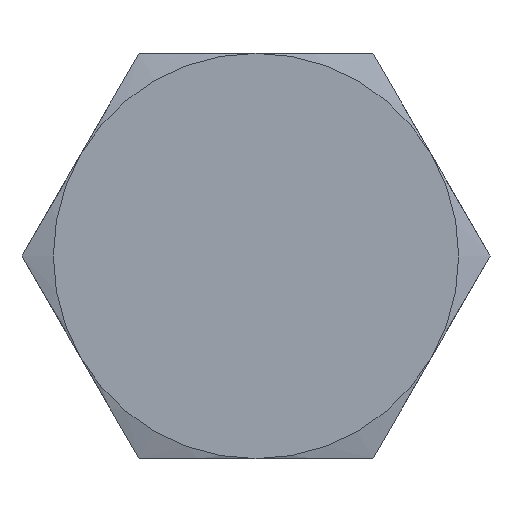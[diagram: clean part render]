
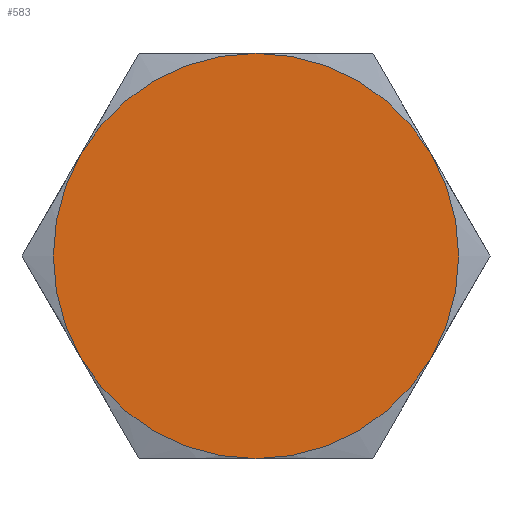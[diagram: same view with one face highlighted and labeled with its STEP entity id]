
A CAD part, left-side view. The second image highlights one B-rep face of the part: STEP entity #583.
In plain terms, the highlighted planar face has unit normal (-1, 0, 0).
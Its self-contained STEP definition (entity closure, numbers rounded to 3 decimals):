
#72=PLANE('',#665);
#204=ORIENTED_EDGE('',*,*,#287,.F.);
#205=ORIENTED_EDGE('',*,*,#286,.F.);
#206=ORIENTED_EDGE('',*,*,#285,.F.);
#207=ORIENTED_EDGE('',*,*,#284,.F.);
#208=ORIENTED_EDGE('',*,*,#288,.F.);
#209=ORIENTED_EDGE('',*,*,#283,.F.);
#283=EDGE_CURVE('',#334,#332,#364,.T.);
#284=EDGE_CURVE('',#341,#340,#365,.T.);
#285=EDGE_CURVE('',#340,#338,#366,.T.);
#286=EDGE_CURVE('',#338,#336,#367,.T.);
#287=EDGE_CURVE('',#336,#334,#368,.T.);
#288=EDGE_CURVE('',#332,#341,#369,.T.);
#332=VERTEX_POINT('',#1158);
#334=VERTEX_POINT('',#1170);
#336=VERTEX_POINT('',#1182);
#338=VERTEX_POINT('',#1194);
#340=VERTEX_POINT('',#1206);
#341=VERTEX_POINT('',#1216);
#364=CIRCLE('',#656,11.);
#365=CIRCLE('',#658,11.);
#366=CIRCLE('',#660,11.);
#367=CIRCLE('',#662,11.);
#368=CIRCLE('',#664,11.);
#369=CIRCLE('',#666,11.);
#438=EDGE_LOOP('',(#204,#205,#206,#207,#208,#209));
#521=FACE_BOUND('',#438,.T.);
#583=ADVANCED_FACE('',(#521),#72,.F.);
#656=AXIS2_PLACEMENT_3D('',#1222,#792,#793);
#658=AXIS2_PLACEMENT_3D('',#1224,#796,#797);
#660=AXIS2_PLACEMENT_3D('',#1226,#800,#801);
#662=AXIS2_PLACEMENT_3D('',#1228,#804,#805);
#664=AXIS2_PLACEMENT_3D('',#1230,#808,#809);
#665=AXIS2_PLACEMENT_3D('',#1231,#810,#811);
#666=AXIS2_PLACEMENT_3D('',#1232,#812,#813);
#792=DIRECTION('',(1.,0.,0.));
#793=DIRECTION('',(0.,0.,-1.));
#796=DIRECTION('',(1.,0.,0.));
#797=DIRECTION('',(0.,0.,-1.));
#800=DIRECTION('',(1.,0.,0.));
#801=DIRECTION('',(0.,0.,-1.));
#804=DIRECTION('',(1.,0.,0.));
#805=DIRECTION('',(0.,0.,-1.));
#808=DIRECTION('',(1.,0.,0.));
#809=DIRECTION('',(0.,0.,-1.));
#810=DIRECTION('',(1.,0.,0.));
#811=DIRECTION('',(0.,0.,-1.));
#812=DIRECTION('',(1.,0.,0.));
#813=DIRECTION('',(0.,0.,-1.));
#1158=CARTESIAN_POINT('',(0.,0.,11.));
#1170=CARTESIAN_POINT('',(0.,9.526,5.5));
#1182=CARTESIAN_POINT('',(0.,9.526,-5.5));
#1194=CARTESIAN_POINT('',(0.,0.,-11.));
#1206=CARTESIAN_POINT('',(0.,-9.526,-5.5));
#1216=CARTESIAN_POINT('',(0.,-9.526,5.5));
#1222=CARTESIAN_POINT('',(0.,0.,0.));
#1224=CARTESIAN_POINT('',(0.,0.,0.));
#1226=CARTESIAN_POINT('',(0.,0.,0.));
#1228=CARTESIAN_POINT('',(0.,0.,0.));
#1230=CARTESIAN_POINT('',(0.,0.,0.));
#1231=CARTESIAN_POINT('',(0.,0.,0.));
#1232=CARTESIAN_POINT('',(0.,0.,0.));
